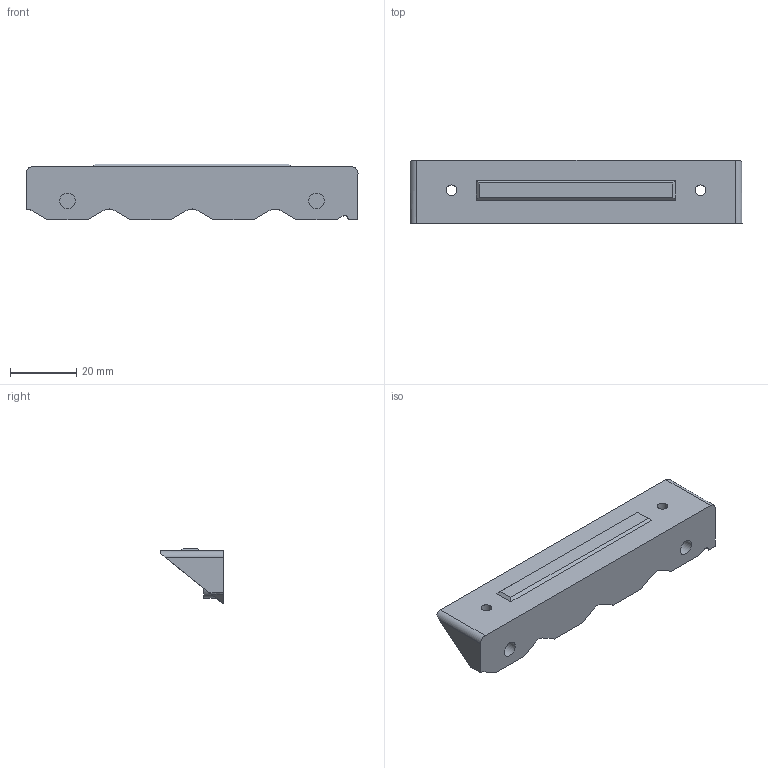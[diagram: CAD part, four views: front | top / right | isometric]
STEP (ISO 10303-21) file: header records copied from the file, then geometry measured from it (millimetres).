
FILE_DESCRIPTION(/* description */ (''),/* implementation_level */ '2;1');
FILE_NAME(/* name */ 'bracket_350mm (2x).step',/* time_stamp */ '2024-07-31T11:40:05-05:00',/* author */ (''),/* organization */ (''),/* preprocessor_version */ 'ST-DEVELOPER v20',/* originating_system */ 'Autodesk Translation Framework v13.14.0.145',/* authorisation */ '');
FILE_SCHEMA (('AUTOMOTIVE_DESIGN { 1 0 10303 214 3 1 1 }'));
Length unit declared in the file: millimetre
Products named in the file (1): bracket_350mm (2x)
Bounding box: 100 x 19 x 16.8 mm (x, y, z)
Volume: 15626.7 mm3; surface area: 6584.4 mm2
Topology: 1 solids, 1 shells, 41 faces, 96 edges, 64 vertices
Faces by surface type: plane 26, cylinder 10, bspline 5
Full cylindrical faces by diameter (mm): 3.2 x2, 4.7 x2, 6 x2
Entity records: 1649 total; most frequent: CARTESIAN_POINT 675, ORIENTED_EDGE 192, DIRECTION 181, EDGE_CURVE 96, VERTEX_POINT 64, LINE 63, VECTOR 63, AXIS2_PLACEMENT_3D 59
